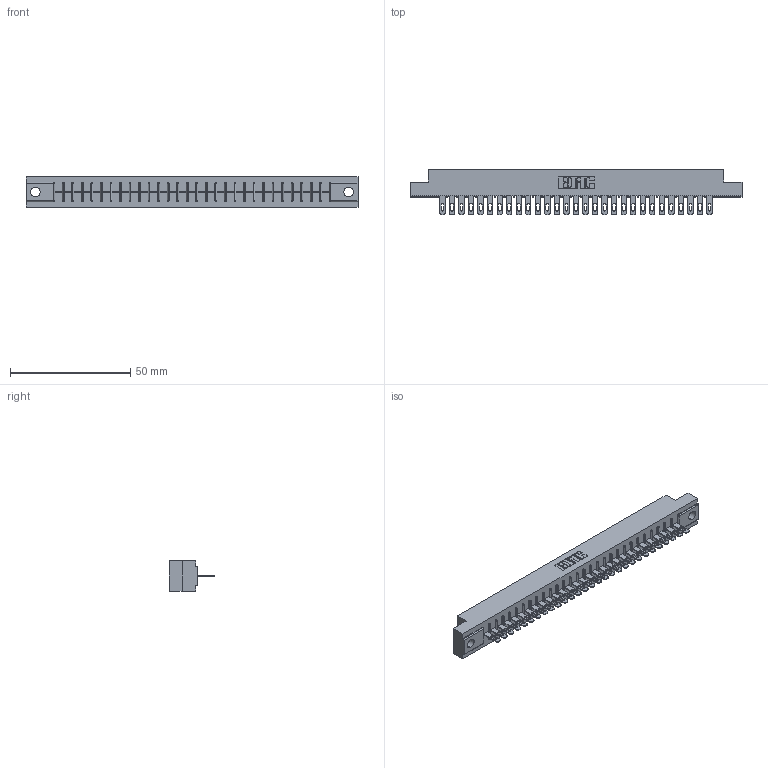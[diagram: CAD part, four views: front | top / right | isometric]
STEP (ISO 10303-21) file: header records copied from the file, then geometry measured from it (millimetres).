
FILE_DESCRIPTION (( 'STEP AP203' ), '1' );
FILE_NAME ('306-029-400-104.STEP', '2020-09-22T00:30:56', ( '' ), ( '' ), 'SwSTEP 2.0', 'SolidWorks 2020', '' );
FILE_SCHEMA (( 'CONFIG_CONTROL_DESIGN' ));
Length unit declared in the file: inch
Products named in the file (3): 306-290-001_100; 306 Part_.156 Dia; 306-029-400-104
Assembly tree (30 placements, depth 2):
  306-029-400-104
    306 Part_.156 Dia
    306-290-001_100  x29
Bounding box: 137.92 x 18.87 x 12.7 mm (x, y, z)
Volume: 15118.2 mm3; surface area: 15708.6 mm2
Topology: 30 solids, 30 shells, 2334 faces, 6587 edges, 4234 vertices
Faces by surface type: plane 1532, cylinder 686, sphere 116
Entity records: 29310 total; most frequent: CARTESIAN_POINT 4924, ORIENTED_EDGE 4878, DIRECTION 4849, EDGE_CURVE 2439, LINE 1907, VECTOR 1907, VERTEX_POINT 1546, AXIS2_PLACEMENT_3D 1471
